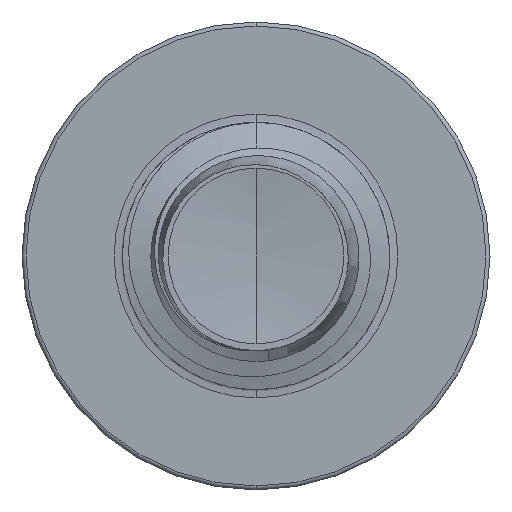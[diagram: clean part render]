
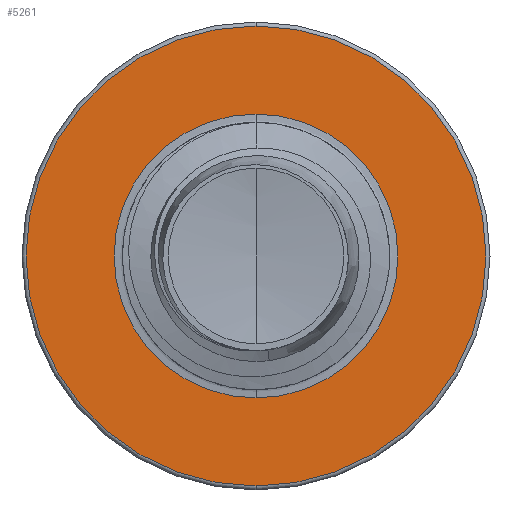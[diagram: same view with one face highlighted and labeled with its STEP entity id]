
A CAD part, front view. The second image highlights one B-rep face of the part: STEP entity #5261.
In plain terms, the highlighted planar face has unit normal (0, -1, 0).
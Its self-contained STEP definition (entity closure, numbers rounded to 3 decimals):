
#826 = VERTEX_POINT ( 'NONE', #13500 ) ;
#1613 = DIRECTION ( 'NONE',  ( 0., 1., 0. ) ) ;
#1684 = AXIS2_PLACEMENT_3D ( 'NONE', #9330, #1613, #10570 ) ;
#1687 = AXIS2_PLACEMENT_3D ( 'NONE', #13933, #6837, #15118 ) ;
#3787 = AXIS2_PLACEMENT_3D ( 'NONE', #12138, #4652, #13246 ) ;
#3813 = CARTESIAN_POINT ( 'NONE',  ( 0., 7.5, -3.186 ) ) ;
#3869 = ORIENTED_EDGE ( 'NONE', *, *, #9245, .F. ) ;
#4355 = FACE_OUTER_BOUND ( 'NONE', #5047, .T. ) ;
#4652 = DIRECTION ( 'NONE',  ( 0., 1., 0. ) ) ;
#5047 = EDGE_LOOP ( 'NONE', ( #3869, #11448 ) ) ;
#5209 = FACE_BOUND ( 'NONE', #15298, .T. ) ;
#5245 = VERTEX_POINT ( 'NONE', #3813 ) ;
#5261 = ADVANCED_FACE ( 'NONE', ( #4355, #5209 ), #13680, .F. ) ;
#5581 = AXIS2_PLACEMENT_3D ( 'NONE', #14377, #7333, #15573 ) ;
#6475 = CARTESIAN_POINT ( 'NONE',  ( 0., 7.5, -3.186 ) ) ;
#6543 = DIRECTION ( 'NONE',  ( 0., 1., 0. ) ) ;
#6837 = DIRECTION ( 'NONE',  ( 0., 1., 0. ) ) ;
#6874 = CIRCLE ( 'NONE', #3787, 3.186 ) ;
#7333 = DIRECTION ( 'NONE',  ( 0., 1., 0. ) ) ;
#7334 = AXIS2_PLACEMENT_3D ( 'NONE', #6475, #6543, #14850 ) ;
#7828 = ORIENTED_EDGE ( 'NONE', *, *, #10808, .T. ) ;
#7930 = VERTEX_POINT ( 'NONE', #12459 ) ;
#8269 = CIRCLE ( 'NONE', #5581, 5.16 ) ;
#9245 = EDGE_CURVE ( 'NONE', #7930, #826, #8269, .T. ) ;
#9330 = CARTESIAN_POINT ( 'NONE',  ( 0., 7.5, 0. ) ) ;
#10217 = EDGE_CURVE ( 'NONE', #5245, #14308, #6874, .T. ) ;
#10570 = DIRECTION ( 'NONE',  ( 0., 0., 1. ) ) ;
#10808 = EDGE_CURVE ( 'NONE', #14308, #5245, #12339, .T. ) ;
#10811 = EDGE_CURVE ( 'NONE', #826, #7930, #15004, .T. ) ;
#11448 = ORIENTED_EDGE ( 'NONE', *, *, #10811, .F. ) ;
#12138 = CARTESIAN_POINT ( 'NONE',  ( 0., 7.5, 0. ) ) ;
#12339 = CIRCLE ( 'NONE', #1687, 3.186 ) ;
#12459 = CARTESIAN_POINT ( 'NONE',  ( 0., 7.5, 5.16 ) ) ;
#13246 = DIRECTION ( 'NONE',  ( 0., 0., 1. ) ) ;
#13500 = CARTESIAN_POINT ( 'NONE',  ( 0., 7.5, -5.16 ) ) ;
#13680 = PLANE ( 'NONE',  #7334 ) ;
#13933 = CARTESIAN_POINT ( 'NONE',  ( 0., 7.5, 0. ) ) ;
#14028 = CARTESIAN_POINT ( 'NONE',  ( 0., 7.5, 3.186 ) ) ;
#14308 = VERTEX_POINT ( 'NONE', #14028 ) ;
#14377 = CARTESIAN_POINT ( 'NONE',  ( 0., 7.5, 0. ) ) ;
#14850 = DIRECTION ( 'NONE',  ( 0., 0., 1. ) ) ;
#15004 = CIRCLE ( 'NONE', #1684, 5.16 ) ;
#15118 = DIRECTION ( 'NONE',  ( 0., 0., 1. ) ) ;
#15298 = EDGE_LOOP ( 'NONE', ( #7828, #15447 ) ) ;
#15447 = ORIENTED_EDGE ( 'NONE', *, *, #10217, .T. ) ;
#15573 = DIRECTION ( 'NONE',  ( 0., 0., 1. ) ) ;
